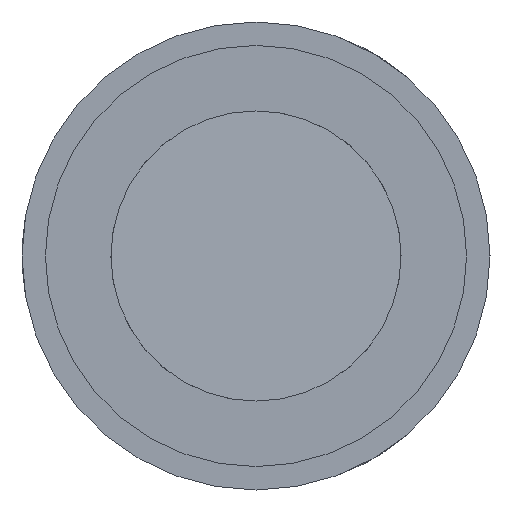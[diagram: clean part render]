
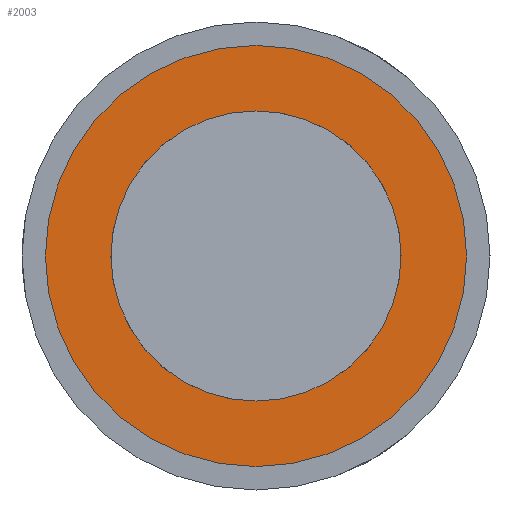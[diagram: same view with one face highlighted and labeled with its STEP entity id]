
A CAD part, left-side view. The second image highlights one B-rep face of the part: STEP entity #2003.
In plain terms, the highlighted face is planar.
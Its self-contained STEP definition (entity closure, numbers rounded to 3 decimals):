
#66 = EDGE_LOOP ( 'NONE', ( #1569, #690 ) ) ;
#143 = EDGE_CURVE ( 'NONE', #1920, #431, #2240, .T. ) ;
#182 = DIRECTION ( 'NONE',  ( 0., 0., 1. ) ) ;
#239 = CARTESIAN_POINT ( 'NONE',  ( 18., 0., 0. ) ) ;
#354 = AXIS2_PLACEMENT_3D ( 'NONE', #1414, #982, #182 ) ;
#396 = DIRECTION ( 'NONE',  ( 0., 0., 1. ) ) ;
#402 = CARTESIAN_POINT ( 'NONE',  ( 18., 0., 22.5 ) ) ;
#431 = VERTEX_POINT ( 'NONE', #2442 ) ;
#468 = CARTESIAN_POINT ( 'NONE',  ( 18., 15.5, 0. ) ) ;
#559 = CARTESIAN_POINT ( 'NONE',  ( 18., 0., 0. ) ) ;
#645 = DIRECTION ( 'NONE',  ( -1., 0., 0. ) ) ;
#690 = ORIENTED_EDGE ( 'NONE', *, *, #1913, .T. ) ;
#698 = EDGE_CURVE ( 'NONE', #431, #1920, #2378, .T. ) ;
#872 = PLANE ( 'NONE',  #1369 ) ;
#881 = FACE_OUTER_BOUND ( 'NONE', #2179, .T. ) ;
#890 = DIRECTION ( 'NONE',  ( 0., 0., 1. ) ) ;
#953 = AXIS2_PLACEMENT_3D ( 'NONE', #1841, #645, #1241 ) ;
#982 = DIRECTION ( 'NONE',  ( -1., 0., 0. ) ) ;
#1149 = AXIS2_PLACEMENT_3D ( 'NONE', #239, #2652, #396 ) ;
#1241 = DIRECTION ( 'NONE',  ( 0., 0., 1. ) ) ;
#1369 = AXIS2_PLACEMENT_3D ( 'NONE', #468, #1478, #890 ) ;
#1371 = ORIENTED_EDGE ( 'NONE', *, *, #698, .F. ) ;
#1414 = CARTESIAN_POINT ( 'NONE',  ( 18., 0., 0. ) ) ;
#1428 = CIRCLE ( 'NONE', #953, 15.5 ) ;
#1478 = DIRECTION ( 'NONE',  ( -1., 0., 0. ) ) ;
#1562 = VERTEX_POINT ( 'NONE', #1992 ) ;
#1569 = ORIENTED_EDGE ( 'NONE', *, *, #2249, .T. ) ;
#1629 = CIRCLE ( 'NONE', #2239, 15.5 ) ;
#1708 = CARTESIAN_POINT ( 'NONE',  ( 18., 0., 15.5 ) ) ;
#1793 = ORIENTED_EDGE ( 'NONE', *, *, #143, .F. ) ;
#1812 = DIRECTION ( 'NONE',  ( 0., 0., 1. ) ) ;
#1841 = CARTESIAN_POINT ( 'NONE',  ( 18., 0., 0. ) ) ;
#1913 = EDGE_CURVE ( 'NONE', #1562, #2513, #1428, .T. ) ;
#1920 = VERTEX_POINT ( 'NONE', #402 ) ;
#1992 = CARTESIAN_POINT ( 'NONE',  ( 18., 0., -15.5 ) ) ;
#2003 = ADVANCED_FACE ( 'NONE', ( #881, #2115 ), #872, .F. ) ;
#2115 = FACE_BOUND ( 'NONE', #66, .T. ) ;
#2179 = EDGE_LOOP ( 'NONE', ( #1793, #1371 ) ) ;
#2239 = AXIS2_PLACEMENT_3D ( 'NONE', #559, #2443, #1812 ) ;
#2240 = CIRCLE ( 'NONE', #354, 22.5 ) ;
#2249 = EDGE_CURVE ( 'NONE', #2513, #1562, #1629, .T. ) ;
#2378 = CIRCLE ( 'NONE', #1149, 22.5 ) ;
#2442 = CARTESIAN_POINT ( 'NONE',  ( 18., 0., -22.5 ) ) ;
#2443 = DIRECTION ( 'NONE',  ( -1., 0., 0. ) ) ;
#2513 = VERTEX_POINT ( 'NONE', #1708 ) ;
#2652 = DIRECTION ( 'NONE',  ( -1., 0., 0. ) ) ;
